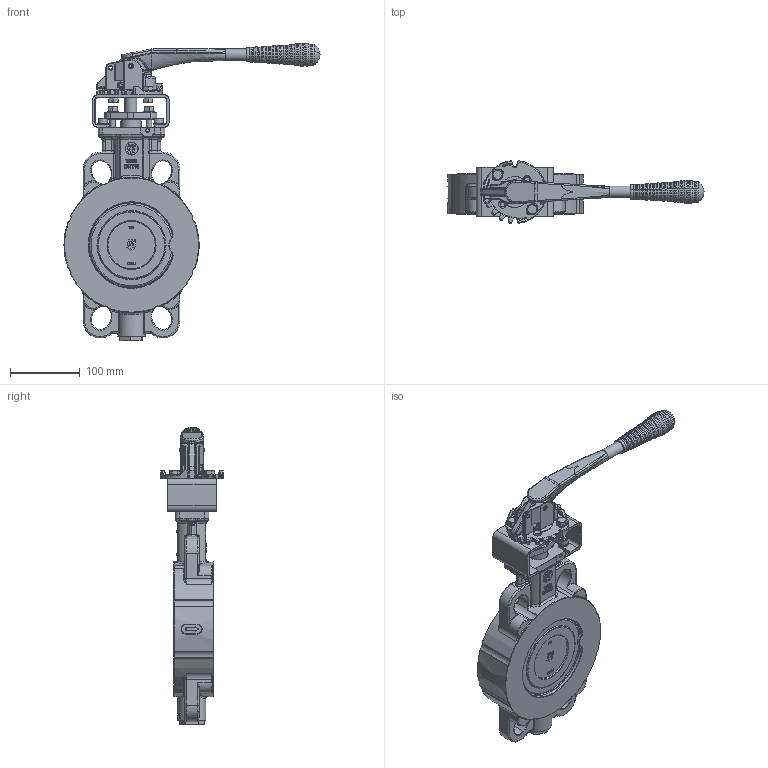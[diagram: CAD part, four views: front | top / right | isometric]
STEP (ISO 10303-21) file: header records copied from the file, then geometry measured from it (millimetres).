
FILE_DESCRIPTION(('HOOPS Exchange Step'),'2;1');
FILE_NAME('AK11_DN125_PN10-40-ANSI150-300_Hebel.stp','2024-11-22T09:58:33+01:00',('nieru'),('Unknown organisation'),'HOOPS Exchange 2024.2','HOOPS Exchange','Unknown authorisation');
FILE_SCHEMA( ('AP203_CONFIGURATION_CONTROLLED_3D_DESIGN_OF_MECHANICAL_PARTS_AND_ASSEMBLIES_MIM_LF') );
Length unit declared in the file: millimetre
Products named in the file (9): 0; root
Assembly tree (8 placements, depth 4):
  root
    0
    0
      0
        0
      0
        0
      0
        0
Bounding box: 365.79 x 89.18 x 425.75 mm (x, y, z)
Volume: 1690783.5 mm3; surface area: 337886.6 mm2
Topology: 50 solids, 50 shells, 3258 faces, 7881 edges, 4650 vertices
Faces by surface type: bspline 1146, cylinder 886, plane 557, torus 380, cone 217, sphere 72
Full cylindrical faces by diameter (mm): 2.956 x1, 4.812 x1, 5 x1, 5.661 x1, 6.8 x4, 8 x8, 8.589 x2, 9 x14, 9.199 x1, 9.5 x1, 13 x4, 14.8 x4, 15.5 x1, 15.643 x2, 16 x3, 16.82 x2, 21 x1, 23 x4, 23.6 x2, 29.274 x1, 30.047 x1, 40 x1, 127.001 x2, 146.12 x1
Entity records: 270816 total; most frequent: CARTESIAN_POINT 203065, ORIENTED_EDGE 15498, DIRECTION 11316, EDGE_CURVE 7749, VERTEX_POINT 4650, AXIS2_PLACEMENT_3D 4539, EDGE_LOOP 3407, FACE_BOUND 3407
